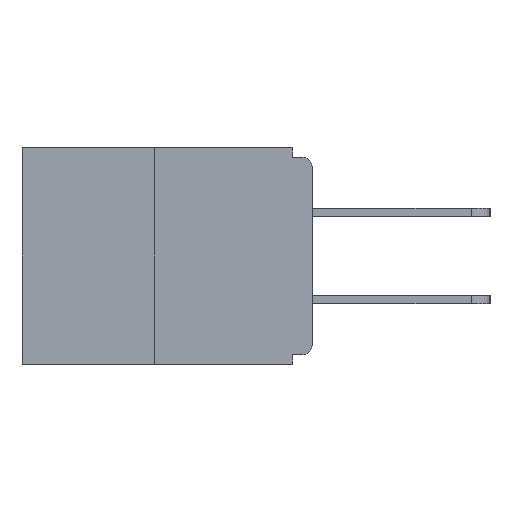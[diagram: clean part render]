
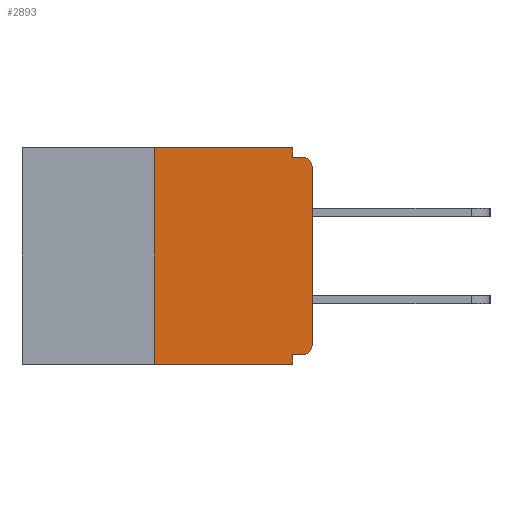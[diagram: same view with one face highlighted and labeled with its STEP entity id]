
A CAD part, left-side view. The second image highlights one B-rep face of the part: STEP entity #2893.
In plain terms, the highlighted planar face has unit normal (-1, 0, 0).
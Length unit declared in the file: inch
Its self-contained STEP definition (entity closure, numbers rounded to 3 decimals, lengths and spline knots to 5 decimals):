
#226 = VECTOR ( 'NONE', #13867, 39.37008 ) ;
#1017 = VERTEX_POINT ( 'NONE', #2642 ) ;
#1186 = LINE ( 'NONE', #24213, #19096 ) ;
#1226 = DIRECTION ( 'NONE',  ( 0., 0., -1. ) ) ;
#1286 = ORIENTED_EDGE ( 'NONE', *, *, #27230, .T. ) ;
#1365 = VECTOR ( 'NONE', #7997, 39.37008 ) ;
#1991 = VERTEX_POINT ( 'NONE', #13168 ) ;
#2059 = FACE_OUTER_BOUND ( 'NONE', #23652, .T. ) ;
#2379 = CARTESIAN_POINT ( 'NONE',  ( 0., 0.031, -0.015 ) ) ;
#2632 = DIRECTION ( 'NONE',  ( 0., 0., 1. ) ) ;
#2642 = CARTESIAN_POINT ( 'NONE',  ( 0., 0.031, -0.343 ) ) ;
#2889 = VERTEX_POINT ( 'NONE', #12291 ) ;
#2893 = ADVANCED_FACE ( 'NONE', ( #2059 ), #19329, .F. ) ;
#3757 = VECTOR ( 'NONE', #29590, 39.37008 ) ;
#3806 = ORIENTED_EDGE ( 'NONE', *, *, #15265, .F. ) ;
#4001 = EDGE_CURVE ( 'NONE', #2889, #1991, #19939, .T. ) ;
#4166 = ORIENTED_EDGE ( 'NONE', *, *, #4001, .F. ) ;
#5552 = CARTESIAN_POINT ( 'NONE',  ( 0., 0., -0.313 ) ) ;
#6188 = VERTEX_POINT ( 'NONE', #6264 ) ;
#6264 = CARTESIAN_POINT ( 'NONE',  ( 0., 0.015, -0.015 ) ) ;
#6302 = AXIS2_PLACEMENT_3D ( 'NONE', #15512, #15219, #1226 ) ;
#6539 = VERTEX_POINT ( 'NONE', #23582 ) ;
#6835 = DIRECTION ( 'NONE',  ( 0., -1., 0. ) ) ;
#7593 = DIRECTION ( 'NONE',  ( 0., 0., -1. ) ) ;
#7930 = CARTESIAN_POINT ( 'NONE',  ( 0., 0., -0.03 ) ) ;
#7997 = DIRECTION ( 'NONE',  ( 0., -1., 0. ) ) ;
#8506 = CARTESIAN_POINT ( 'NONE',  ( 0., 0., 0. ) ) ;
#8564 = ORIENTED_EDGE ( 'NONE', *, *, #28475, .F. ) ;
#8792 = DIRECTION ( 'NONE',  ( 0., 0., -1. ) ) ;
#9521 = ORIENTED_EDGE ( 'NONE', *, *, #14516, .F. ) ;
#10157 = DIRECTION ( 'NONE',  ( 0., 1., 0. ) ) ;
#10352 = CARTESIAN_POINT ( 'NONE',  ( 0., 0., -0.328 ) ) ;
#10389 = DIRECTION ( 'NONE',  ( 0., -1., 0. ) ) ;
#11530 = CARTESIAN_POINT ( 'NONE',  ( 0., 0.031, 0. ) ) ;
#11578 = VERTEX_POINT ( 'NONE', #7930 ) ;
#11645 = VERTEX_POINT ( 'NONE', #5552 ) ;
#11662 = EDGE_CURVE ( 'NONE', #21194, #1017, #18520, .T. ) ;
#11664 = CARTESIAN_POINT ( 'NONE',  ( 0., 0.25, 0. ) ) ;
#12129 = ORIENTED_EDGE ( 'NONE', *, *, #21465, .T. ) ;
#12291 = CARTESIAN_POINT ( 'NONE',  ( 0., 0.25, 0. ) ) ;
#13168 = CARTESIAN_POINT ( 'NONE',  ( 0., 0.031, 0. ) ) ;
#13867 = DIRECTION ( 'NONE',  ( 0., 0., -1. ) ) ;
#14315 = DIRECTION ( 'NONE',  ( 1., 0., 0. ) ) ;
#14435 = VECTOR ( 'NONE', #6835, 39.37008 ) ;
#14516 = EDGE_CURVE ( 'NONE', #18765, #6539, #28509, .T. ) ;
#15219 = DIRECTION ( 'NONE',  ( -1., 0., 0. ) ) ;
#15265 = EDGE_CURVE ( 'NONE', #6539, #1017, #28834, .T. ) ;
#15345 = LINE ( 'NONE', #11664, #26719 ) ;
#15512 = CARTESIAN_POINT ( 'NONE',  ( 0., 0.015, -0.313 ) ) ;
#15639 = EDGE_CURVE ( 'NONE', #1991, #23778, #18873, .T. ) ;
#15769 = CIRCLE ( 'NONE', #29761, 0.015 ) ;
#16502 = CARTESIAN_POINT ( 'NONE',  ( 0., 0.46, 0. ) ) ;
#16627 = CARTESIAN_POINT ( 'NONE',  ( 0., 0.015, -0.328 ) ) ;
#16885 = CIRCLE ( 'NONE', #6302, 0.015 ) ;
#17284 = CARTESIAN_POINT ( 'NONE',  ( 0., 0.46, -0.343 ) ) ;
#17711 = ORIENTED_EDGE ( 'NONE', *, *, #20993, .F. ) ;
#18026 = EDGE_CURVE ( 'NONE', #11645, #11578, #29039, .T. ) ;
#18078 = CARTESIAN_POINT ( 'NONE',  ( 0., 0.031, -0.343 ) ) ;
#18520 = LINE ( 'NONE', #17284, #1365 ) ;
#18765 = VERTEX_POINT ( 'NONE', #16627 ) ;
#18873 = LINE ( 'NONE', #11530, #226 ) ;
#19008 = CARTESIAN_POINT ( 'NONE',  ( 0., 0.46, 0. ) ) ;
#19096 = VECTOR ( 'NONE', #10389, 39.37008 ) ;
#19329 = PLANE ( 'NONE',  #24265 ) ;
#19939 = LINE ( 'NONE', #16502, #14435 ) ;
#20993 = EDGE_CURVE ( 'NONE', #23778, #6188, #1186, .T. ) ;
#21194 = VERTEX_POINT ( 'NONE', #30215 ) ;
#21465 = EDGE_CURVE ( 'NONE', #11578, #6188, #15769, .T. ) ;
#21860 = VECTOR ( 'NONE', #8792, 39.37008 ) ;
#23582 = CARTESIAN_POINT ( 'NONE',  ( 0., 0.031, -0.328 ) ) ;
#23652 = EDGE_LOOP ( 'NONE', ( #4166, #8564, #23681, #3806, #9521, #1286, #28730, #12129, #17711, #29849 ) ) ;
#23681 = ORIENTED_EDGE ( 'NONE', *, *, #11662, .T. ) ;
#23778 = VERTEX_POINT ( 'NONE', #2379 ) ;
#24074 = CARTESIAN_POINT ( 'NONE',  ( 0., 0.015, -0.03 ) ) ;
#24213 = CARTESIAN_POINT ( 'NONE',  ( 0., 0., -0.015 ) ) ;
#24265 = AXIS2_PLACEMENT_3D ( 'NONE', #19008, #14315, #28660 ) ;
#26612 = DIRECTION ( 'NONE',  ( -1., 0., 0. ) ) ;
#26719 = VECTOR ( 'NONE', #2632, 39.37008 ) ;
#27230 = EDGE_CURVE ( 'NONE', #18765, #11645, #16885, .T. ) ;
#28475 = EDGE_CURVE ( 'NONE', #21194, #2889, #15345, .T. ) ;
#28509 = LINE ( 'NONE', #10352, #29621 ) ;
#28660 = DIRECTION ( 'NONE',  ( 0., 0., -1. ) ) ;
#28730 = ORIENTED_EDGE ( 'NONE', *, *, #18026, .T. ) ;
#28834 = LINE ( 'NONE', #18078, #21860 ) ;
#29039 = LINE ( 'NONE', #8506, #3757 ) ;
#29590 = DIRECTION ( 'NONE',  ( 0., 0., 1. ) ) ;
#29621 = VECTOR ( 'NONE', #10157, 39.37008 ) ;
#29761 = AXIS2_PLACEMENT_3D ( 'NONE', #24074, #26612, #7593 ) ;
#29849 = ORIENTED_EDGE ( 'NONE', *, *, #15639, .F. ) ;
#30215 = CARTESIAN_POINT ( 'NONE',  ( 0., 0.25, -0.343 ) ) ;
